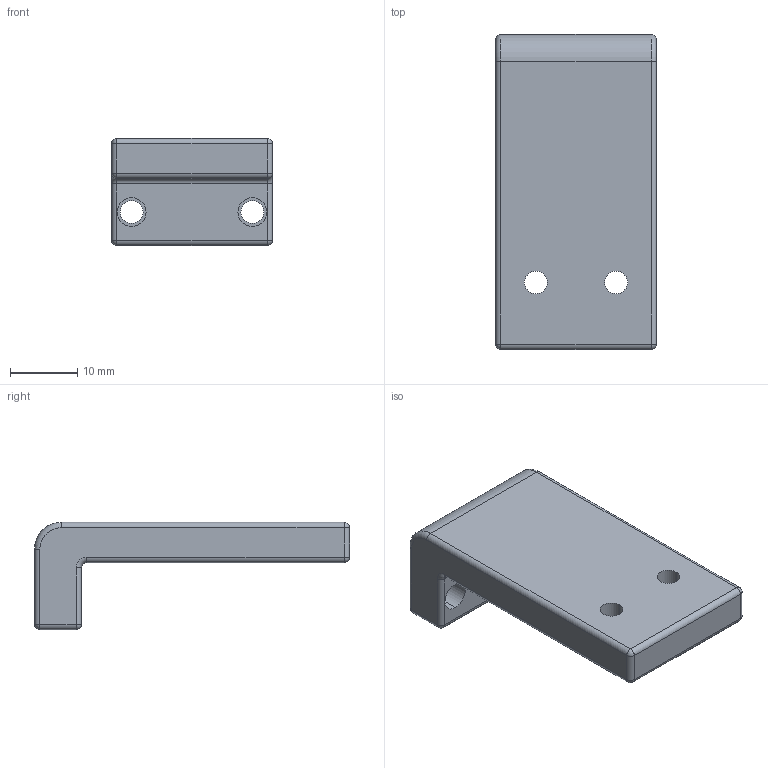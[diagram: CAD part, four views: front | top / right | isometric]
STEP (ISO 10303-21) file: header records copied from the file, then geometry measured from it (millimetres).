
FILE_DESCRIPTION (( 'STEP AP214' ), '1' );
FILE_NAME ('cableStrainReliefBase2.STEP', '2025-09-18T19:08:20', ( '' ), ( '' ), 'SwSTEP 2.0', 'SolidWorks 2024', '' );
FILE_SCHEMA (( 'AUTOMOTIVE_DESIGN' ));
Length unit declared in the file: millimetre
Products named in the file (1): cableStrainReliefBase2
Bounding box: 24 x 47 x 16 mm (x, y, z)
Volume: 7934.6 mm3; surface area: 3825.8 mm2
Topology: 1 solids, 1 shells, 62 faces, 140 edges, 76 vertices
Faces by surface type: cylinder 34, plane 12, sphere 8, cone 4, torus 4
Entity records: 1703 total; most frequent: DIRECTION 334, CARTESIAN_POINT 271, ORIENTED_EDGE 264, AXIS2_PLACEMENT_3D 139, EDGE_CURVE 132, CIRCLE 76, VERTEX_POINT 76, EDGE_LOOP 74
